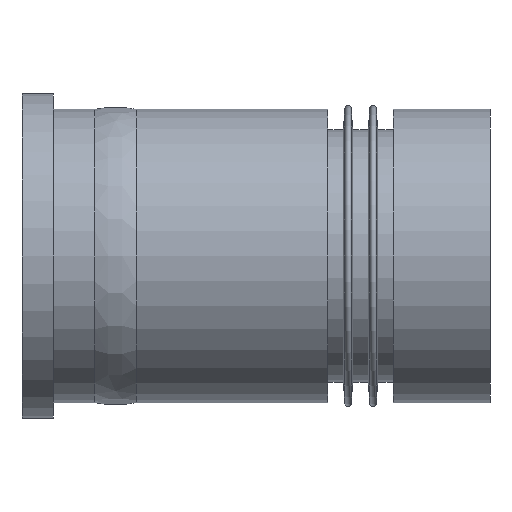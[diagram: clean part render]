
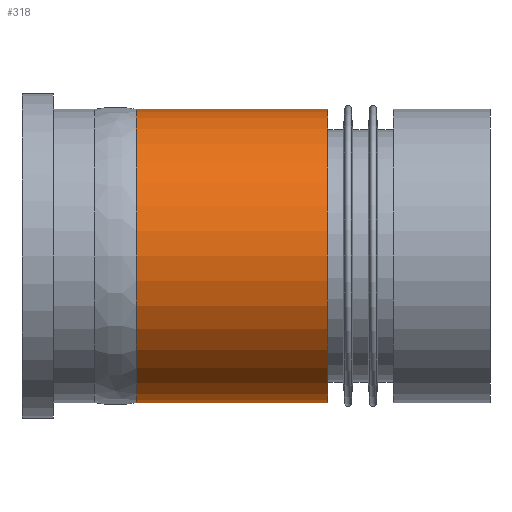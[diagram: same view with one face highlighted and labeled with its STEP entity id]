
A CAD part, front view. The second image highlights one B-rep face of the part: STEP entity #318.
In plain terms, the highlighted cylindrical face has radius 4.7 mm (diameter 9.4 mm), a full revolution.
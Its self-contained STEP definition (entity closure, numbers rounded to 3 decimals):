
#279=CYLINDRICAL_SURFACE('',#3698,4.7);
#318=ADVANCED_FACE('',(#938,#939),#279,.T.);
#653=CIRCLE('',#3696,4.7);
#654=CIRCLE('',#3697,4.7);
#938=FACE_BOUND('',#1048,.T.);
#939=FACE_BOUND('',#1049,.T.);
#1048=EDGE_LOOP('',(#1458));
#1049=EDGE_LOOP('',(#1459));
#1458=ORIENTED_EDGE('',*,*,#2775,.F.);
#1459=ORIENTED_EDGE('',*,*,#2776,.T.);
#2428=VERTEX_POINT('',#5247);
#2429=VERTEX_POINT('',#5249);
#2775=EDGE_CURVE('',#2428,#2428,#653,.T.);
#2776=EDGE_CURVE('',#2429,#2429,#654,.T.);
#3696=AXIS2_PLACEMENT_3D('',#5246,#4050,#4051);
#3697=AXIS2_PLACEMENT_3D('',#5248,#4052,#4053);
#3698=AXIS2_PLACEMENT_3D('',#5250,#4054,#4055);
#4050=DIRECTION('',(-1.,0.,0.));
#4051=DIRECTION('',(0.,0.,1.));
#4052=DIRECTION('',(-1.,0.,0.));
#4053=DIRECTION('',(0.,0.,-1.));
#4054=DIRECTION('',(1.,0.,0.));
#4055=DIRECTION('',(0.,0.,-1.));
#5246=CARTESIAN_POINT('',(18.534,-2.987,5.497));
#5247=CARTESIAN_POINT('',(18.534,-2.987,10.197));
#5248=CARTESIAN_POINT('',(24.674,-2.987,5.497));
#5249=CARTESIAN_POINT('',(24.674,-2.987,0.797));
#5250=CARTESIAN_POINT('',(22.874,-2.987,5.497));
